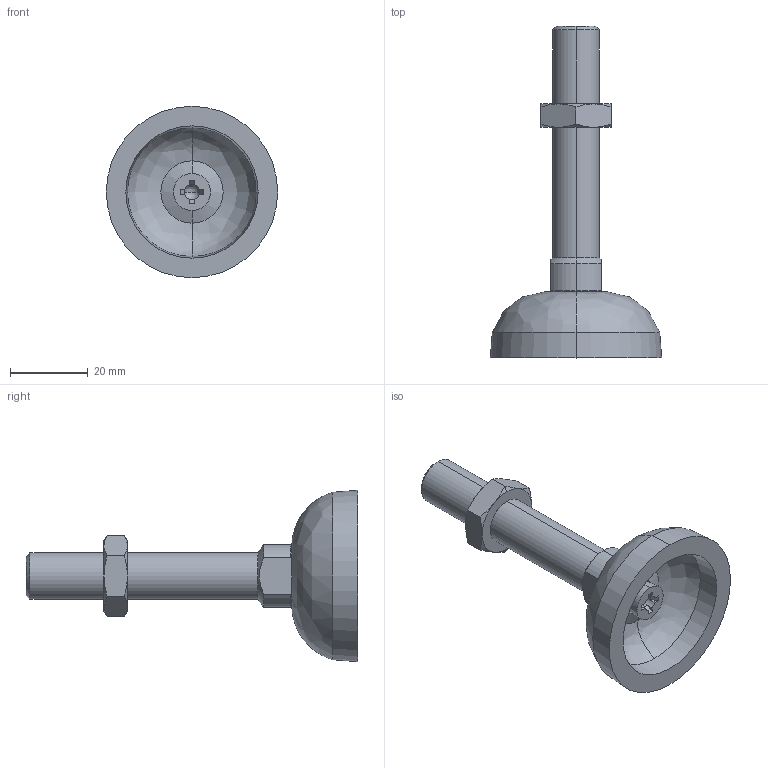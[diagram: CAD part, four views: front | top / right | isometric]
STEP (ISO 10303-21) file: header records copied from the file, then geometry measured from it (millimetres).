
FILE_DESCRIPTION (( 'STEP AP203' ), '1' );
FILE_NAME ('A113908 Pivot eco feet steel 45 - M12 x 85.STEP', '2018-09-27T20:18:36', ( '' ), ( '' ), 'SwSTEP 2.0', 'SolidWorks 2015', '' );
FILE_SCHEMA (( 'CONFIG_CONTROL_DESIGN' ));
Length unit declared in the file: inch
Products named in the file (2): A113908 Pivot eco feet steel 45 - M12 x 85
Bounding box: 44 x 85.2 x 44 mm (x, y, z)
Volume: 21131.7 mm3; surface area: 9471 mm2
Topology: 3 solids, 3 shells, 80 faces, 186 edges, 108 vertices
Faces by surface type: cone 30, plane 25, bspline 14, cylinder 11
Entity records: 2656 total; most frequent: CARTESIAN_POINT 768, DIRECTION 367, ORIENTED_EDGE 364, EDGE_CURVE 182, AXIS2_PLACEMENT_3D 151, VERTEX_POINT 108, EDGE_LOOP 84, CIRCLE 83
